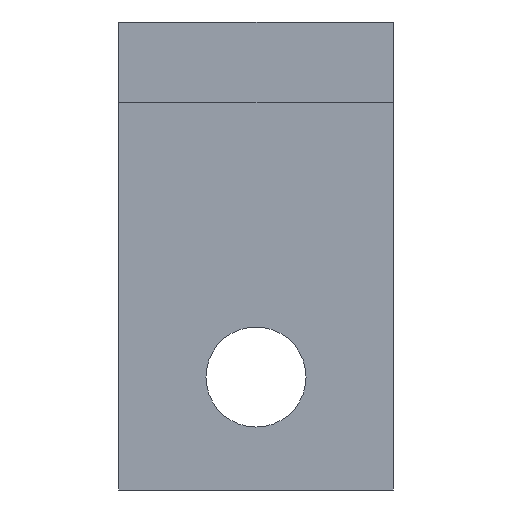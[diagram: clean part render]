
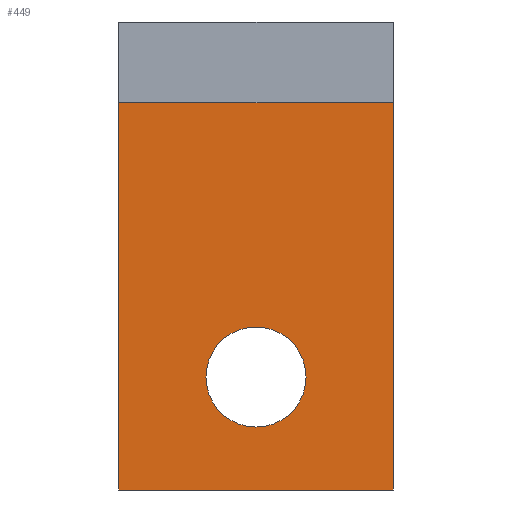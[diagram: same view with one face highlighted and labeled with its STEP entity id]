
A CAD part, left-side view. The second image highlights one B-rep face of the part: STEP entity #449.
In plain terms, the highlighted planar face has unit normal (-1, 0, 0).
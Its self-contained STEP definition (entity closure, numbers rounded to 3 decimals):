
#37=DIRECTION('',(0.,0.,1.));
#38=VECTOR('',#37,24.);
#39=CARTESIAN_POINT('',(-14.5,0.,-29.));
#40=LINE('',#39,#38);
#77=DIRECTION('',(0.,1.,0.));
#78=VECTOR('',#77,17.);
#79=CARTESIAN_POINT('',(-14.5,0.,-5.));
#80=LINE('',#79,#78);
#91=DIRECTION('',(0.,1.,0.));
#92=VECTOR('',#91,17.);
#93=CARTESIAN_POINT('',(-14.5,0.,-29.));
#94=LINE('',#93,#92);
#95=CARTESIAN_POINT('',(-14.5,8.5,-22.));
#96=DIRECTION('',(1.,0.,0.));
#97=DIRECTION('',(0.,-1.,0.));
#98=AXIS2_PLACEMENT_3D('',#95,#96,#97);
#100=CARTESIAN_POINT('',(-14.5,8.5,-22.));
#101=DIRECTION('',(1.,0.,0.));
#102=DIRECTION('',(0.,1.,0.));
#103=AXIS2_PLACEMENT_3D('',#100,#101,#102);
#189=DIRECTION('',(0.,0.,1.));
#190=VECTOR('',#189,24.);
#191=CARTESIAN_POINT('',(-14.5,17.,-29.));
#192=LINE('',#191,#190);
#275=CARTESIAN_POINT('',(-14.5,0.,-29.));
#276=VERTEX_POINT('',#275);
#277=CARTESIAN_POINT('',(-14.5,0.,-5.));
#278=VERTEX_POINT('',#277);
#299=CARTESIAN_POINT('',(-14.5,17.,-29.));
#300=VERTEX_POINT('',#299);
#301=CARTESIAN_POINT('',(-14.5,17.,-5.));
#302=VERTEX_POINT('',#301);
#333=CARTESIAN_POINT('',(-14.5,5.4,-22.));
#334=CARTESIAN_POINT('',(-14.5,11.6,-22.));
#335=VERTEX_POINT('',#333);
#336=VERTEX_POINT('',#334);
#430=CARTESIAN_POINT('',(-14.5,0.,-29.));
#431=DIRECTION('',(-1.,0.,0.));
#432=DIRECTION('',(0.,0.,1.));
#433=AXIS2_PLACEMENT_3D('',#430,#431,#432);
#434=PLANE('',#433);
#435=ORIENTED_EDGE('',*,*,#360,.F.);
#437=ORIENTED_EDGE('',*,*,#436,.T.);
#439=ORIENTED_EDGE('',*,*,#438,.T.);
#440=ORIENTED_EDGE('',*,*,#416,.F.);
#441=EDGE_LOOP('',(#435,#437,#439,#440));
#442=FACE_OUTER_BOUND('',#441,.F.);
#444=ORIENTED_EDGE('',*,*,#443,.F.);
#446=ORIENTED_EDGE('',*,*,#445,.F.);
#447=EDGE_LOOP('',(#444,#446));
#448=FACE_BOUND('',#447,.F.);
#99=CIRCLE('',#98,3.1);
#104=CIRCLE('',#103,3.1);
#360=EDGE_CURVE('',#276,#278,#40,.T.);
#416=EDGE_CURVE('',#278,#302,#80,.T.);
#436=EDGE_CURVE('',#276,#300,#94,.T.);
#438=EDGE_CURVE('',#300,#302,#192,.T.);
#443=EDGE_CURVE('',#335,#336,#99,.T.);
#445=EDGE_CURVE('',#336,#335,#104,.T.);
#449=ADVANCED_FACE('',(#442,#448),#434,.T.);
